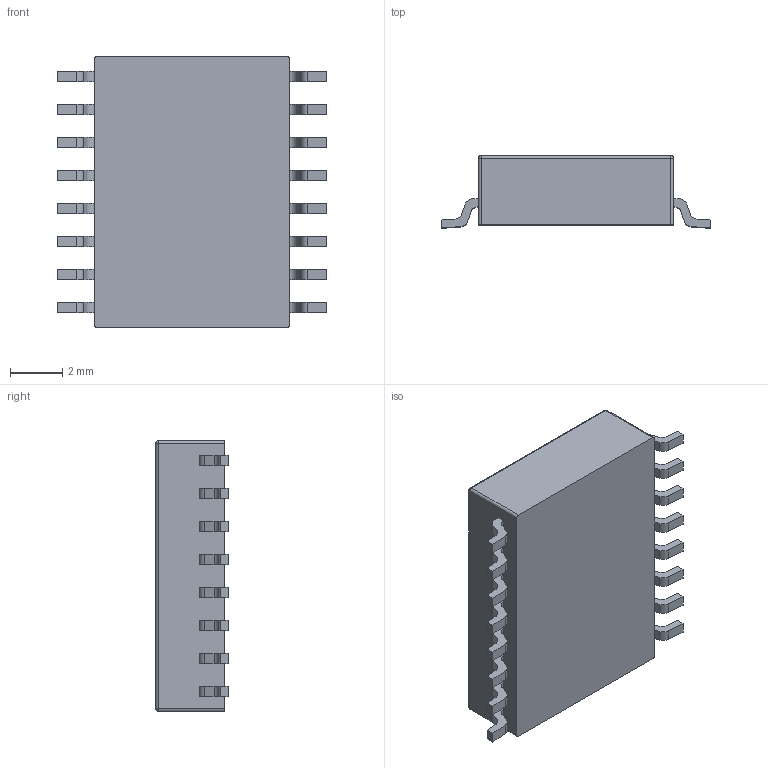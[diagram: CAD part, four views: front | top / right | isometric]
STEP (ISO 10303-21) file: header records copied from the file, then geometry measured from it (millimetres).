
FILE_DESCRIPTION((''),'2;1');
FILE_NAME('4420P','2012-08-22T',('ryans'),('Bourns, Inc.'),'PRO/ENGINEER BY PARAMETRIC TECHNOLOGY CORPORATION, 2010100','PRO/ENGINEER BY PARAMETRIC TECHNOLOGY CORPORATION, 2010100','');
FILE_SCHEMA(('CONFIG_CONTROL_DESIGN'));
Length unit declared in the file: millimetre
Products named in the file (1): 4420P
Bounding box: 10.34 x 2.78 x 10.41 mm (x, y, z)
Volume: 210.5 mm3; surface area: 292.2 mm2
Topology: 1 solids, 1 shells, 226 faces, 612 edges, 404 vertices
Faces by surface type: plane 150, cylinder 72, sphere 4
Entity records: 7122 total; most frequent: CARTESIAN_POINT 1242, ORIENTED_EDGE 1224, DIRECTION 1208, EDGE_CURVE 612, VECTOR 468, LINE 468, VERTEX_POINT 404, AXIS2_PLACEMENT_3D 370
